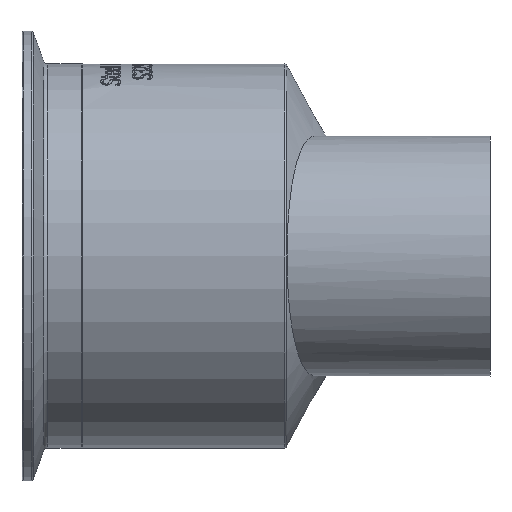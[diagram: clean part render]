
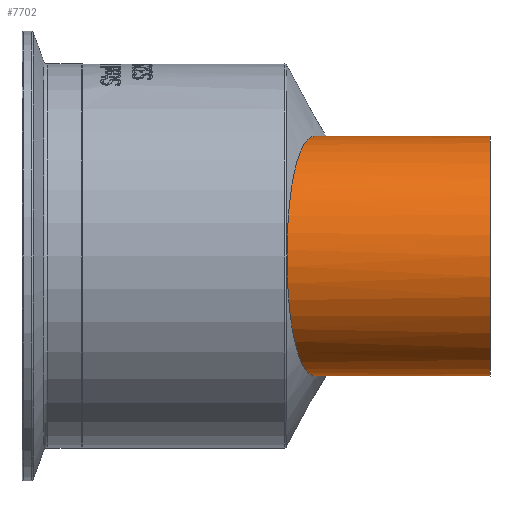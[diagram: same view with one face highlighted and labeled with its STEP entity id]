
A CAD part, front view. The second image highlights one B-rep face of the part: STEP entity #7702.
In plain terms, the highlighted cylindrical face has radius 31.75 mm (diameter 63.5 mm), a full revolution.
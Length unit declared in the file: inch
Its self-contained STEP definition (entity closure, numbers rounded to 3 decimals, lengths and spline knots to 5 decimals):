
#132=FACE_BOUND('',#1417,.T.);
#931=FACE_OUTER_BOUND('',#1416,.T.);
#1416=EDGE_LOOP('',(#7160));
#1417=EDGE_LOOP('',(#7161));
#1598=CIRCLE('',#8145,1.25);
#3011=B_SPLINE_CURVE_WITH_KNOTS('',3,(#17093,#17094,#17095,#17096,#17097,
#17098,#17099,#17100,#17101,#17102,#17103,#17104,#17105,#17106,#17107,#17108,
#17109,#17110,#17111,#17112,#17113,#17114,#17115,#17116,#17117,#17118,#17119,
#17120,#17121,#17122,#17123,#17124,#17125,#17126,#17127,#17128,#17129,#17130,
#17131,#17132,#17133,#17134,#17135,#17136,#17137,#17138,#17139,#17140,#17141,
#17142,#17143,#17144,#17145,#17146,#17147,#17148,#17149,#17150,#17151,#17152,
#17153,#17154,#17155,#17156,#17157,#17158,#17159,#17160,#17161,#17162,#17163,
#17164,#17165,#17166,#17167,#17168,#17169,#17170,#17171,#17172,#17173,#17174,
#17175,#17176,#17177,#17178,#17179,#17180,#17181,#17182,#17183,#17184,#17185,
#17186,#17187,#17188,#17189),.UNSPECIFIED.,.T.,.F.,(4,3,3,3,3,3,3,3,3,3,
3,3,3,3,3,3,3,3,3,3,3,3,3,3,3,3,3,3,3,3,3,3,4),(0.,0.80897,1.81331,
2.43087,2.91887,3.25339,4.29342,5.2595,
6.16521,6.39877,7.12563,7.58292,7.97583,
8.16535,8.8933,9.57189,9.83981,10.04573,
10.77345,11.33453,11.6844,11.87626,12.60034,
13.32645,13.57718,14.5963,15.64888,16.40962,
16.76481,17.73698,18.72988,19.5685,19.7508),
 .UNSPECIFIED.);
#3770=VERTEX_POINT('',#17092);
#3772=VERTEX_POINT('',#17194);
#4902=EDGE_CURVE('',#3770,#3770,#3011,.T.);
#4904=EDGE_CURVE('',#3772,#3772,#1598,.T.);
#7160=ORIENTED_EDGE('',*,*,#4904,.T.);
#7161=ORIENTED_EDGE('',*,*,#4902,.F.);
#7209=CYLINDRICAL_SURFACE('',#8144,1.25);
#7702=ADVANCED_FACE('',(#931,#132),#7209,.T.);
#8144=AXIS2_PLACEMENT_3D('',#17193,#9520,#9521);
#8145=AXIS2_PLACEMENT_3D('',#17195,#9522,#9523);
#9520=DIRECTION('center_axis',(-1.,0.,0.));
#9521=DIRECTION('ref_axis',(0.,-1.,0.));
#9522=DIRECTION('center_axis',(-1.,0.,0.));
#9523=DIRECTION('ref_axis',(0.,-1.,0.));
#17092=CARTESIAN_POINT('',(2.95863,0.518,0.));
#17093=CARTESIAN_POINT('Ctrl Pts',(2.95863,0.518,0.));
#17094=CARTESIAN_POINT('Ctrl Pts',(2.95863,0.518,-0.10616));
#17095=CARTESIAN_POINT('Ctrl Pts',(2.94734,0.50434,-0.21295));
#17096=CARTESIAN_POINT('Ctrl Pts',(2.92794,0.47736,-0.31615));
#17097=CARTESIAN_POINT('Ctrl Pts',(2.90385,0.44386,-0.44428));
#17098=CARTESIAN_POINT('Ctrl Pts',(2.86813,0.3898,-0.56689));
#17099=CARTESIAN_POINT('Ctrl Pts',(2.82894,0.31854,-0.67739));
#17100=CARTESIAN_POINT('Ctrl Pts',(2.80484,0.27473,-0.74535));
#17101=CARTESIAN_POINT('Ctrl Pts',(2.77933,0.22447,-0.80871));
#17102=CARTESIAN_POINT('Ctrl Pts',(2.7536,0.16933,-0.86608));
#17103=CARTESIAN_POINT('Ctrl Pts',(2.73328,0.12576,-0.91143));
#17104=CARTESIAN_POINT('Ctrl Pts',(2.7128,0.07916,
-0.95303));
#17105=CARTESIAN_POINT('Ctrl Pts',(2.69262,0.03061,
-0.99042));
#17106=CARTESIAN_POINT('Ctrl Pts',(2.67879,-0.00267,
-1.01604));
#17107=CARTESIAN_POINT('Ctrl Pts',(2.66508,-0.03689,
-1.03976));
#17108=CARTESIAN_POINT('Ctrl Pts',(2.65119,-0.07282,
-1.06207));
#17109=CARTESIAN_POINT('Ctrl Pts',(2.60797,-0.18454,
-1.13141));
#17110=CARTESIAN_POINT('Ctrl Pts',(2.56407,-0.3106,
-1.18467));
#17111=CARTESIAN_POINT('Ctrl Pts',(2.52196,-0.44297,
-1.21613));
#17112=CARTESIAN_POINT('Ctrl Pts',(2.48284,-0.56593,
-1.24535));
#17113=CARTESIAN_POINT('Ctrl Pts',(2.44524,-0.69421,-1.25584));
#17114=CARTESIAN_POINT('Ctrl Pts',(2.41036,-0.82066,
-1.24685));
#17115=CARTESIAN_POINT('Ctrl Pts',(2.37766,-0.93921,
-1.23842));
#17116=CARTESIAN_POINT('Ctrl Pts',(2.34737,-1.05598,-1.21285));
#17117=CARTESIAN_POINT('Ctrl Pts',(2.32025,-1.16485,-1.17266));
#17118=CARTESIAN_POINT('Ctrl Pts',(2.31326,-1.19292,-1.1623));
#17119=CARTESIAN_POINT('Ctrl Pts',(2.3064,-1.22076,-1.1509));
#17120=CARTESIAN_POINT('Ctrl Pts',(2.29956,-1.24884,-1.13815));
#17121=CARTESIAN_POINT('Ctrl Pts',(2.27827,-1.33622,-1.09847));
#17122=CARTESIAN_POINT('Ctrl Pts',(2.25774,-1.4235,-1.04622));
#17123=CARTESIAN_POINT('Ctrl Pts',(2.23948,-1.50317,-0.98377));
#17124=CARTESIAN_POINT('Ctrl Pts',(2.228,-1.55328,-0.94448));
#17125=CARTESIAN_POINT('Ctrl Pts',(2.21738,-1.60048,-0.90122));
#17126=CARTESIAN_POINT('Ctrl Pts',(2.20783,-1.64346,-0.85542));
#17127=CARTESIAN_POINT('Ctrl Pts',(2.19962,-1.68039,-0.81607));
#17128=CARTESIAN_POINT('Ctrl Pts',(2.1922,-1.71421,-0.77487));
#17129=CARTESIAN_POINT('Ctrl Pts',(2.18561,-1.74447,-0.73308));
#17130=CARTESIAN_POINT('Ctrl Pts',(2.18244,-1.75907,-0.71292));
#17131=CARTESIAN_POINT('Ctrl Pts',(2.17944,-1.77293,-0.69254));
#17132=CARTESIAN_POINT('Ctrl Pts',(2.17651,-1.78649,-0.67123));
#17133=CARTESIAN_POINT('Ctrl Pts',(2.16527,-1.83859,-0.58938));
#17134=CARTESIAN_POINT('Ctrl Pts',(2.15574,-1.8836,-0.49683));
#17135=CARTESIAN_POINT('Ctrl Pts',(2.14884,-1.91639,-0.39966));
#17136=CARTESIAN_POINT('Ctrl Pts',(2.14241,-1.94695,-0.30908));
#17137=CARTESIAN_POINT('Ctrl Pts',(2.13825,-1.96696,-0.21447));
#17138=CARTESIAN_POINT('Ctrl Pts',(2.13637,-1.97603,-0.12205));
#17139=CARTESIAN_POINT('Ctrl Pts',(2.13562,-1.97961,-0.08556));
#17140=CARTESIAN_POINT('Ctrl Pts',(2.13522,-1.98152,-0.04943));
#17141=CARTESIAN_POINT('Ctrl Pts',(2.13514,-1.98192,-0.01405));
#17142=CARTESIAN_POINT('Ctrl Pts',(2.13508,-1.98223,0.01313));
#17143=CARTESIAN_POINT('Ctrl Pts',(2.1352,-1.98166,0.04025));
#17144=CARTESIAN_POINT('Ctrl Pts',(2.13551,-1.98015,0.06795));
#17145=CARTESIAN_POINT('Ctrl Pts',(2.13662,-1.97482,0.16583));
#17146=CARTESIAN_POINT('Ctrl Pts',(2.14025,-1.95729,0.26776));
#17147=CARTESIAN_POINT('Ctrl Pts',(2.14655,-1.92727,0.36584));
#17148=CARTESIAN_POINT('Ctrl Pts',(2.15141,-1.90412,0.44146));
#17149=CARTESIAN_POINT('Ctrl Pts',(2.15784,-1.87365,0.51486));
#17150=CARTESIAN_POINT('Ctrl Pts',(2.16552,-1.83769,0.58306));
#17151=CARTESIAN_POINT('Ctrl Pts',(2.17031,-1.81526,0.62558));
#17152=CARTESIAN_POINT('Ctrl Pts',(2.17558,-1.79074,0.66609));
#17153=CARTESIAN_POINT('Ctrl Pts',(2.18118,-1.7649,0.70401));
#17154=CARTESIAN_POINT('Ctrl Pts',(2.18425,-1.75072,0.7248));
#17155=CARTESIAN_POINT('Ctrl Pts',(2.18745,-1.73603,0.74504));
#17156=CARTESIAN_POINT('Ctrl Pts',(2.19087,-1.72037,0.76526));
#17157=CARTESIAN_POINT('Ctrl Pts',(2.20379,-1.66128,0.84157));
#17158=CARTESIAN_POINT('Ctrl Pts',(2.21958,-1.59016,0.91446));
#17159=CARTESIAN_POINT('Ctrl Pts',(2.23762,-1.5113,0.97734));
#17160=CARTESIAN_POINT('Ctrl Pts',(2.25571,-1.43223,1.04039));
#17161=CARTESIAN_POINT('Ctrl Pts',(2.2761,-1.34535,1.09342));
#17162=CARTESIAN_POINT('Ctrl Pts',(2.29732,-1.25807,1.13391));
#17163=CARTESIAN_POINT('Ctrl Pts',(2.30464,-1.22793,1.14789));
#17164=CARTESIAN_POINT('Ctrl Pts',(2.31201,-1.19798,1.16034));
#17165=CARTESIAN_POINT('Ctrl Pts',(2.3195,-1.16788,1.17154));
#17166=CARTESIAN_POINT('Ctrl Pts',(2.34995,-1.04555,1.21706));
#17167=CARTESIAN_POINT('Ctrl Pts',(2.38443,-0.91312,1.24403));
#17168=CARTESIAN_POINT('Ctrl Pts',(2.42183,-0.77937,1.2491));
#17169=CARTESIAN_POINT('Ctrl Pts',(2.46046,-0.64123,
1.25434));
#17170=CARTESIAN_POINT('Ctrl Pts',(2.5022,-0.50191,
1.23628));
#17171=CARTESIAN_POINT('Ctrl Pts',(2.54538,-0.37053,
1.19659));
#17172=CARTESIAN_POINT('Ctrl Pts',(2.5766,-0.27557,1.16791));
#17173=CARTESIAN_POINT('Ctrl Pts',(2.60854,-0.18484,
1.12803));
#17174=CARTESIAN_POINT('Ctrl Pts',(2.64023,-0.10141,
1.07929));
#17175=CARTESIAN_POINT('Ctrl Pts',(2.65502,-0.06246,
1.05653));
#17176=CARTESIAN_POINT('Ctrl Pts',(2.6697,-0.02524,
1.03197));
#17177=CARTESIAN_POINT('Ctrl Pts',(2.68432,0.01047,1.00561));
#17178=CARTESIAN_POINT('Ctrl Pts',(2.72433,0.10821,0.93344));
#17179=CARTESIAN_POINT('Ctrl Pts',(2.76586,0.19859,0.84414));
#17180=CARTESIAN_POINT('Ctrl Pts',(2.80505,0.27389,0.74209));
#17181=CARTESIAN_POINT('Ctrl Pts',(2.84508,0.35078,0.63786));
#17182=CARTESIAN_POINT('Ctrl Pts',(2.88281,0.41195,0.52059));
#17183=CARTESIAN_POINT('Ctrl Pts',(2.91118,0.45345,0.39648));
#17184=CARTESIAN_POINT('Ctrl Pts',(2.93515,0.48851,0.29166));
#17185=CARTESIAN_POINT('Ctrl Pts',(2.95198,0.5096,0.18196));
#17186=CARTESIAN_POINT('Ctrl Pts',(2.95699,0.51593,0.07182));
#17187=CARTESIAN_POINT('Ctrl Pts',(2.95808,0.51731,0.04788));
#17188=CARTESIAN_POINT('Ctrl Pts',(2.95863,0.518,0.02392));
#17189=CARTESIAN_POINT('Ctrl Pts',(2.95863,0.518,0.));
#17193=CARTESIAN_POINT('Origin',(4.25,-0.732,0.));
#17194=CARTESIAN_POINT('',(4.25,0.518,0.));
#17195=CARTESIAN_POINT('Origin',(4.25,-0.732,0.));
